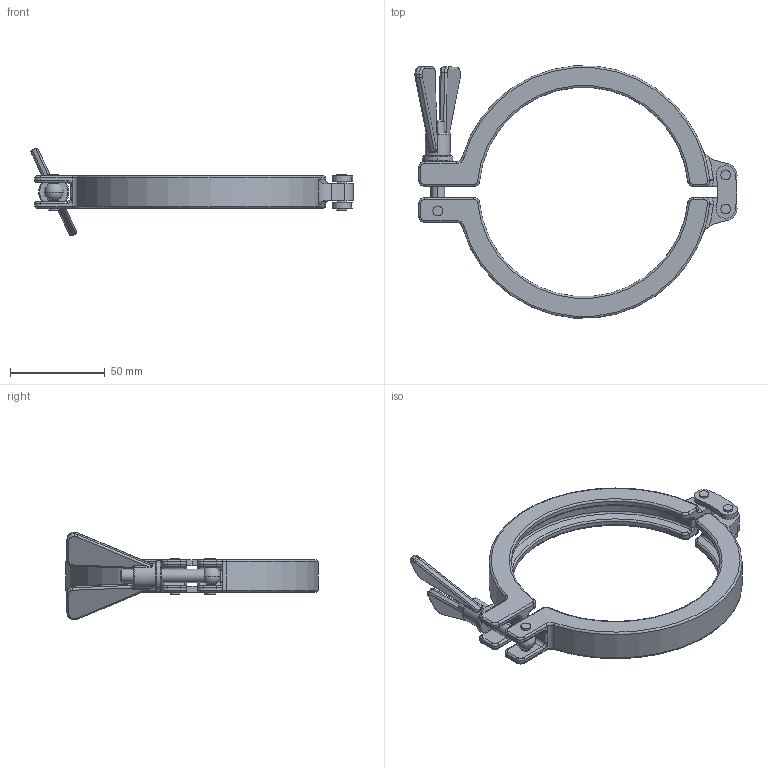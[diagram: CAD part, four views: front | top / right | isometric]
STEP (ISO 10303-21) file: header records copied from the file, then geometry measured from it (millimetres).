
FILE_DESCRIPTION (( 'STEP AP214' ), '1' );
FILE_NAME ('4.00 SH clamp - block detail.STEP', '2014-08-27T13:15:25', ( 'Advanced Couplings' ), ( 'Advanced Couplings' ), 'SwSTEP 2.0', 'SolidWorks 2008', '' );
FILE_SCHEMA (( 'AUTOMOTIVE_DESIGN' ));
Length unit declared in the file: millimetre
Products named in the file (1): 4.00 SH clamp - block detail
Bounding box: 170.04 x 133.05 x 46.34 mm (x, y, z)
Volume: 73503 mm3; surface area: 33387.5 mm2
Topology: 1 solids, 1 shells, 343 faces, 805 edges, 471 vertices
Faces by surface type: cylinder 144, torus 85, bspline 54, plane 52, cone 6, sphere 2
Entity records: 13387 total; most frequent: CARTESIAN_POINT 4223, DIRECTION 1694, ORIENTED_EDGE 1588, EDGE_CURVE 794, AXIS2_PLACEMENT_3D 729, VERTEX_POINT 470, CIRCLE 439, EDGE_LOOP 364
